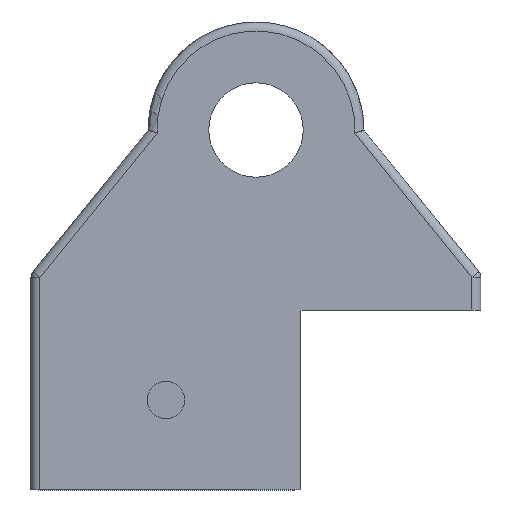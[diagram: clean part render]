
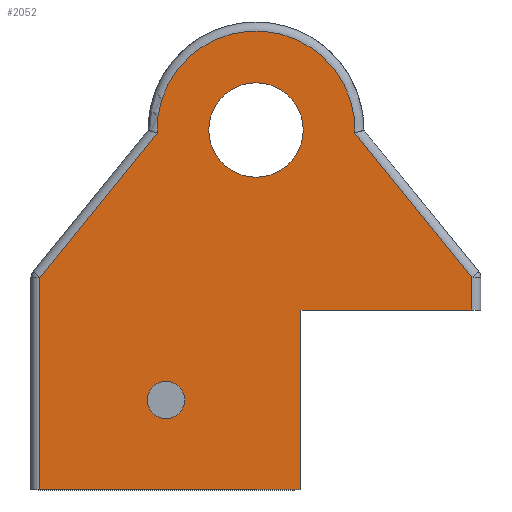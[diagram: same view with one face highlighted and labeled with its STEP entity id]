
A CAD part, left-side view. The second image highlights one B-rep face of the part: STEP entity #2052.
In plain terms, the highlighted planar face has unit normal (-1, 0, 0).
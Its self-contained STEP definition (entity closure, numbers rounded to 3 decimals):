
#73=FACE_BOUND('',#290,.T.);
#74=FACE_BOUND('',#291,.T.);
#130=PLANE('',#2195);
#167=FACE_OUTER_BOUND('',#289,.T.);
#289=EDGE_LOOP('',(#1384,#1385,#1386,#1387,#1388,#1389,#1390,#1391));
#290=EDGE_LOOP('',(#1392));
#291=EDGE_LOOP('',(#1393));
#436=LINE('',#3180,#586);
#442=LINE('',#3250,#592);
#443=LINE('',#3252,#593);
#444=LINE('',#3254,#594);
#445=LINE('',#3256,#595);
#446=LINE('',#3260,#596);
#447=LINE('',#3261,#597);
#586=VECTOR('',#2473,10.);
#592=VECTOR('',#2485,10.);
#593=VECTOR('',#2486,10.);
#594=VECTOR('',#2487,10.);
#595=VECTOR('',#2488,10.);
#596=VECTOR('',#2491,10.);
#597=VECTOR('',#2492,10.);
#728=CIRCLE('',#2185,4.125);
#734=CIRCLE('',#2196,22.);
#735=CIRCLE('',#2197,10.5);
#840=VERTEX_POINT('',#3118);
#854=VERTEX_POINT('',#3177);
#855=VERTEX_POINT('',#3179);
#866=VERTEX_POINT('',#3249);
#867=VERTEX_POINT('',#3251);
#868=VERTEX_POINT('',#3253);
#869=VERTEX_POINT('',#3255);
#870=VERTEX_POINT('',#3257);
#871=VERTEX_POINT('',#3259);
#872=VERTEX_POINT('',#3262);
#1036=EDGE_CURVE('',#840,#840,#728,.T.);
#1052=EDGE_CURVE('',#855,#854,#436,.T.);
#1064=EDGE_CURVE('',#854,#866,#442,.T.);
#1065=EDGE_CURVE('',#866,#867,#443,.T.);
#1066=EDGE_CURVE('',#868,#867,#444,.T.);
#1067=EDGE_CURVE('',#869,#868,#445,.T.);
#1068=EDGE_CURVE('',#870,#869,#734,.T.);
#1069=EDGE_CURVE('',#871,#870,#446,.T.);
#1070=EDGE_CURVE('',#855,#871,#447,.T.);
#1071=EDGE_CURVE('',#872,#872,#735,.T.);
#1384=ORIENTED_EDGE('',*,*,#1052,.T.);
#1385=ORIENTED_EDGE('',*,*,#1064,.T.);
#1386=ORIENTED_EDGE('',*,*,#1065,.T.);
#1387=ORIENTED_EDGE('',*,*,#1066,.F.);
#1388=ORIENTED_EDGE('',*,*,#1067,.F.);
#1389=ORIENTED_EDGE('',*,*,#1068,.F.);
#1390=ORIENTED_EDGE('',*,*,#1069,.F.);
#1391=ORIENTED_EDGE('',*,*,#1070,.F.);
#1392=ORIENTED_EDGE('',*,*,#1036,.T.);
#1393=ORIENTED_EDGE('',*,*,#1071,.T.);
#2052=ADVANCED_FACE('',(#167,#73,#74),#130,.T.);
#2185=AXIS2_PLACEMENT_3D('',#3119,#2449,#2450);
#2195=AXIS2_PLACEMENT_3D('',#3248,#2483,#2484);
#2196=AXIS2_PLACEMENT_3D('',#3258,#2489,#2490);
#2197=AXIS2_PLACEMENT_3D('',#3263,#2493,#2494);
#2449=DIRECTION('center_axis',(1.,0.,0.));
#2450=DIRECTION('ref_axis',(0.,1.,0.));
#2473=DIRECTION('',(0.,-1.,0.));
#2483=DIRECTION('center_axis',(-1.,0.,0.));
#2484=DIRECTION('ref_axis',(0.,0.,1.));
#2485=DIRECTION('',(0.,0.,1.));
#2486=DIRECTION('',(0.,-1.,0.));
#2487=DIRECTION('',(0.,0.,-1.));
#2488=DIRECTION('',(0.,-0.631,-0.776));
#2489=DIRECTION('center_axis',(1.,0.,0.));
#2490=DIRECTION('ref_axis',(0.,0.,1.));
#2491=DIRECTION('',(0.,-0.631,0.776));
#2492=DIRECTION('',(0.,0.,1.));
#2493=DIRECTION('center_axis',(1.,0.,0.));
#2494=DIRECTION('ref_axis',(0.,1.,0.));
#3118=CARTESIAN_POINT('',(0.,65.875,28.));
#3119=CARTESIAN_POINT('Origin',(0.,70.,28.));
#3177=CARTESIAN_POINT('',(0.,40.,8.));
#3179=CARTESIAN_POINT('',(0.,98.,8.));
#3180=CARTESIAN_POINT('',(0.,25.,8.));
#3248=CARTESIAN_POINT('Origin',(0.,0.,0.));
#3249=CARTESIAN_POINT('',(0.,40.,48.));
#3250=CARTESIAN_POINT('',(0.,40.,0.));
#3251=CARTESIAN_POINT('',(0.,2.,48.));
#3252=CARTESIAN_POINT('',(0.,20.,48.));
#3253=CARTESIAN_POINT('',(0.,2.,55.29));
#3254=CARTESIAN_POINT('',(0.,2.,28.));
#3255=CARTESIAN_POINT('',(0.,28.011,87.303));
#3256=CARTESIAN_POINT('',(0.,-12.151,37.873));
#3257=CARTESIAN_POINT('',(0.,71.989,87.303));
#3258=CARTESIAN_POINT('Origin',(0.,50.,88.));
#3259=CARTESIAN_POINT('',(0.,98.,55.29));
#3260=CARTESIAN_POINT('',(0.,79.269,78.344));
#3261=CARTESIAN_POINT('',(0.,98.,28.));
#3262=CARTESIAN_POINT('',(0.,39.5,88.));
#3263=CARTESIAN_POINT('Origin',(0.,50.,88.));
